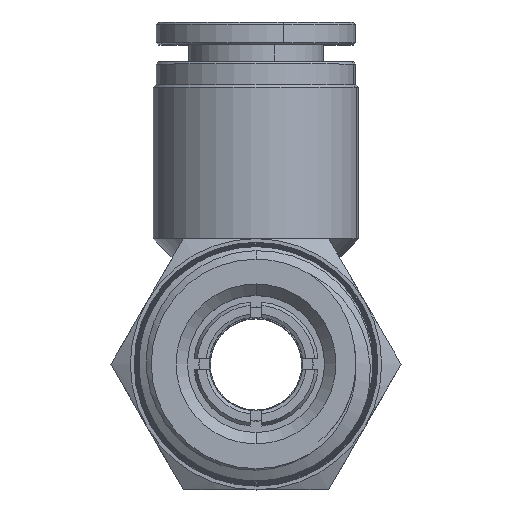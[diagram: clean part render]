
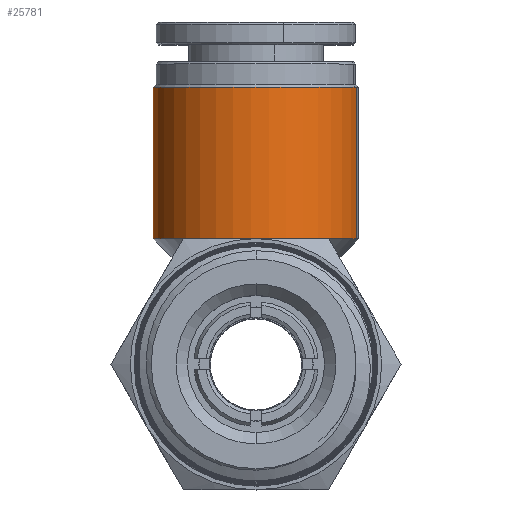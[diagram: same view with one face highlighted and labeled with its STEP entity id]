
A CAD part, top view. The second image highlights one B-rep face of the part: STEP entity #25781.
In plain terms, the highlighted cylindrical face has radius 9 mm (diameter 18 mm), a partial arc.
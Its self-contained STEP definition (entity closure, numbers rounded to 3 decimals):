
#241 = DIRECTION ( 'NONE',  ( 0., -1., 0. ) ) ;
#6950 = LINE ( 'NONE', #17576, #16989 ) ;
#7673 = ORIENTED_EDGE ( 'NONE', *, *, #8160, .T. ) ;
#8160 = EDGE_CURVE ( 'NONE', #48437, #24835, #27325, .T. ) ;
#10906 = CARTESIAN_POINT ( 'NONE',  ( 8.772, 24.25, -6.986 ) ) ;
#10935 = VERTEX_POINT ( 'NONE', #39523 ) ;
#11432 = ORIENTED_EDGE ( 'NONE', *, *, #19650, .F. ) ;
#11686 = VECTOR ( 'NONE', #241, 1000. ) ;
#13356 = AXIS2_PLACEMENT_3D ( 'NONE', #17108, #43576, #20920 ) ;
#13580 = AXIS2_PLACEMENT_3D ( 'NONE', #15063, #41494, #18851 ) ;
#13684 = ORIENTED_EDGE ( 'NONE', *, *, #31620, .T. ) ;
#14678 = DIRECTION ( 'NONE',  ( -0.975, 0., -0.224 ) ) ;
#15063 = CARTESIAN_POINT ( 'NONE',  ( 0., 24.25, -9. ) ) ;
#16978 = CIRCLE ( 'NONE', #13356, 9. ) ;
#16989 = VECTOR ( 'NONE', #40210, 1000. ) ;
#17108 = CARTESIAN_POINT ( 'NONE',  ( 0., 11., -9. ) ) ;
#17576 = CARTESIAN_POINT ( 'NONE',  ( -8.772, 26.5, -11.014 ) ) ;
#17975 = AXIS2_PLACEMENT_3D ( 'NONE', #21478, #44747, #14678 ) ;
#18851 = DIRECTION ( 'NONE',  ( 0.975, 0., 0.224 ) ) ;
#19650 = EDGE_CURVE ( 'NONE', #48437, #10935, #40634, .T. ) ;
#20920 = DIRECTION ( 'NONE',  ( 0.975, 0., 0.224 ) ) ;
#21478 = CARTESIAN_POINT ( 'NONE',  ( 0., 26.5, -9. ) ) ;
#22879 = CARTESIAN_POINT ( 'NONE',  ( 8.772, 26.5, -6.986 ) ) ;
#24835 = VERTEX_POINT ( 'NONE', #41330 ) ;
#25781 = ADVANCED_FACE ( 'NONE', ( #46456 ), #32767, .T. ) ;
#27325 = CIRCLE ( 'NONE', #13580, 9. ) ;
#30571 = EDGE_LOOP ( 'NONE', ( #11432, #7673, #13684, #32520 ) ) ;
#31620 = EDGE_CURVE ( 'NONE', #24835, #46668, #6950, .T. ) ;
#32520 = ORIENTED_EDGE ( 'NONE', *, *, #45572, .T. ) ;
#32767 = CYLINDRICAL_SURFACE ( 'NONE', #17975, 9. ) ;
#39523 = CARTESIAN_POINT ( 'NONE',  ( 8.772, 11., -6.986 ) ) ;
#40210 = DIRECTION ( 'NONE',  ( 0., -1., 0. ) ) ;
#40634 = LINE ( 'NONE', #22879, #11686 ) ;
#41330 = CARTESIAN_POINT ( 'NONE',  ( -8.772, 24.25, -11.014 ) ) ;
#41494 = DIRECTION ( 'NONE',  ( 0., -1., 0. ) ) ;
#42977 = CARTESIAN_POINT ( 'NONE',  ( -8.772, 11., -11.014 ) ) ;
#43576 = DIRECTION ( 'NONE',  ( 0., 1., 0. ) ) ;
#44747 = DIRECTION ( 'NONE',  ( 0., -1., 0. ) ) ;
#45572 = EDGE_CURVE ( 'NONE', #46668, #10935, #16978, .T. ) ;
#46456 = FACE_OUTER_BOUND ( 'NONE', #30571, .T. ) ;
#46668 = VERTEX_POINT ( 'NONE', #42977 ) ;
#48437 = VERTEX_POINT ( 'NONE', #10906 ) ;
